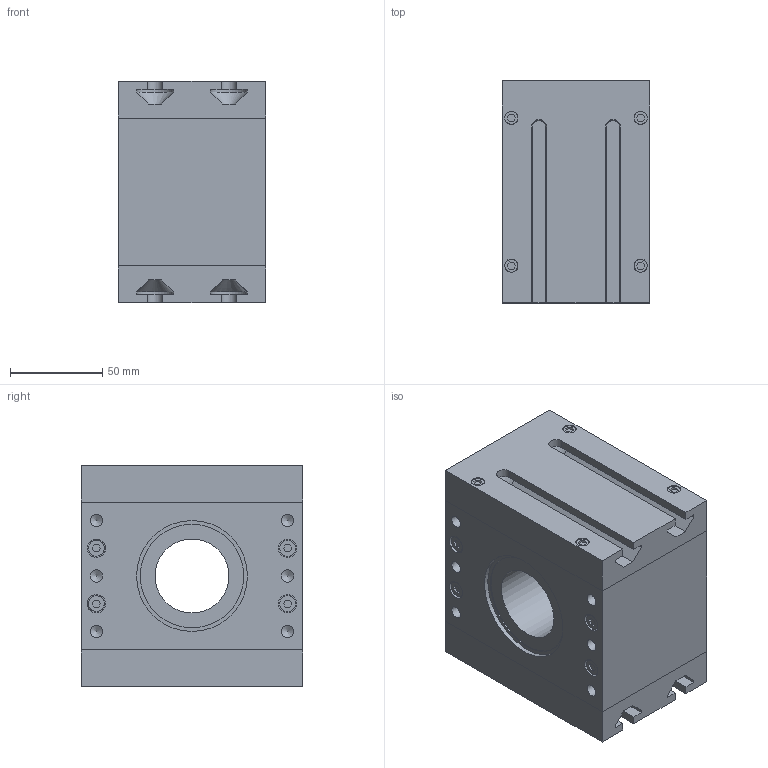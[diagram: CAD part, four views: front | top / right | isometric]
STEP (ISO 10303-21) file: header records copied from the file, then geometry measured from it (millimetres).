
FILE_DESCRIPTION((''),'2;1');
FILE_NAME('SL0680S.ipt.step','2007-09-10T15:14:16',(''),(''),'Autodesk Inventor 11','Autodesk Inventor 11','');
FILE_SCHEMA(('AUTOMOTIVE_DESIGN { 1 0 10303 214 1 1 1 1 }'));
Length unit declared in the file: millimetre
Products named in the file (1): SL0680S
Bounding box: 80 x 120 x 120 mm (x, y, z)
Volume: 962907.6 mm3; surface area: 99991 mm2
Topology: 1 solids, 1 shells, 279 faces, 701 edges, 458 vertices
Faces by surface type: plane 134, bspline 114, cylinder 29, cone 2
Full cylindrical faces by diameter (mm): 7 x4, 7.2 x4, 8.5 x4, 10 x4, 40 x1, 56 x2, 60 x2
Entity records: 8278 total; most frequent: CARTESIAN_POINT 2421, ORIENTED_EDGE 1172, DIRECTION 1046, EDGE_CURVE 586, VECTOR 450, LINE 450, VERTEX_POINT 412, EDGE_LOOP 388
